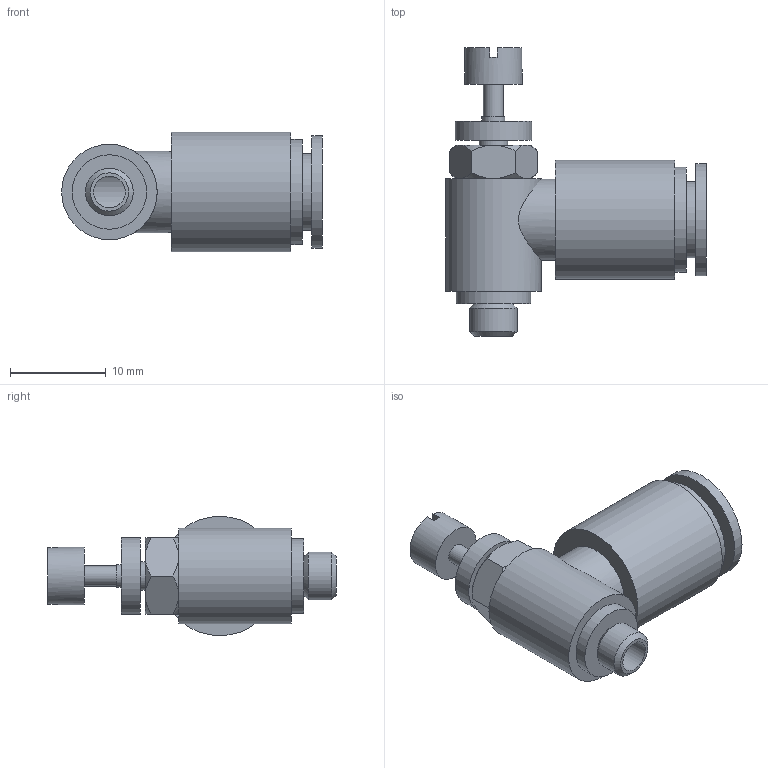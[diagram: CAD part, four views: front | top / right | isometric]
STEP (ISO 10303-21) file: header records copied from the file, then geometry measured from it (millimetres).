
FILE_DESCRIPTION( ( 'STEP AP203' ), '1' );
FILE_NAME( 'SPJNL6-M5-W.stp', ' ', ( ' ' ), ( ' ' ), 'PSStep 15.0.47', 'PARTsolutions', ' ' );
FILE_SCHEMA( ( 'CONFIG_CONTROL_DESIGN' ) );
Length unit declared in the file: millimetre
Products named in the file (1): HI_SPJNL6-M5-W
Bounding box: 27.3 x 30.2 x 12.5 mm (x, y, z)
Volume: 2637.2 mm3; surface area: 2457 mm2
Topology: 1 solids, 1 shells, 55 faces, 105 edges, 65 vertices
Faces by surface type: plane 26, cylinder 15, cone 14
Full cylindrical faces by diameter (mm): 2.1 x1, 2.4 x1, 3 x1, 3.333 x1, 5 x1, 6 x2, 7.8 x1, 8 x2, 8.5 x1, 10 x1, 11 x1, 11.75 x1, 12.5 x1
Entity records: 1547 total; most frequent: CARTESIAN_POINT 482, DIRECTION 216, ORIENTED_EDGE 170, AXIS2_PLACEMENT_3D 101, EDGE_LOOP 87, EDGE_CURVE 85, FACE_OUTER_BOUND 70, VERTEX_POINT 62
